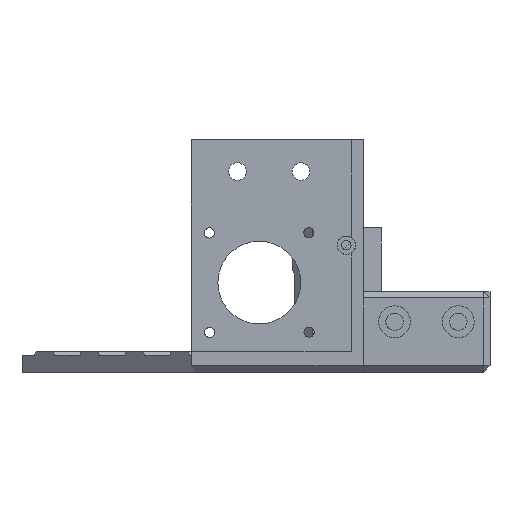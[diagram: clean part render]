
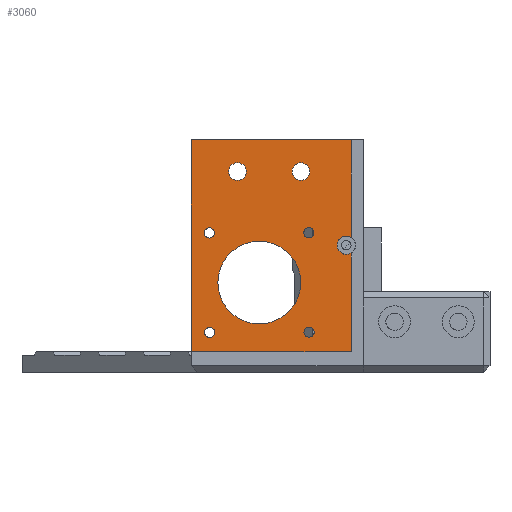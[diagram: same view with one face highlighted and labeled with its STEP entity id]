
A CAD part, front view. The second image highlights one B-rep face of the part: STEP entity #3060.
In plain terms, the highlighted planar face has unit normal (0, -1, 0).
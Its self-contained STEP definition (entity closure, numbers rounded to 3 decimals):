
#110=FACE_BOUND('',#550,.T.);
#111=FACE_BOUND('',#551,.T.);
#112=FACE_BOUND('',#552,.T.);
#113=FACE_BOUND('',#553,.T.);
#114=FACE_BOUND('',#554,.T.);
#115=FACE_BOUND('',#555,.T.);
#116=FACE_BOUND('',#556,.T.);
#150=CIRCLE('',#3183,2.9);
#151=CIRCLE('',#3184,2.9);
#194=CIRCLE('',#3263,2.75);
#196=CIRCLE('',#3266,2.75);
#199=CIRCLE('',#3322,13.);
#200=CIRCLE('',#3323,1.6);
#201=CIRCLE('',#3324,1.6);
#202=CIRCLE('',#3325,1.6);
#203=CIRCLE('',#3326,1.6);
#341=FACE_OUTER_BOUND('',#549,.T.);
#549=EDGE_LOOP('',(#2657,#2658,#2659,#2660,#2661,#2662,#2663));
#550=EDGE_LOOP('',(#2664));
#551=EDGE_LOOP('',(#2665));
#552=EDGE_LOOP('',(#2666));
#553=EDGE_LOOP('',(#2667));
#554=EDGE_LOOP('',(#2668));
#555=EDGE_LOOP('',(#2669));
#556=EDGE_LOOP('',(#2670));
#716=LINE('',#4494,#1049);
#758=LINE('',#4629,#1091);
#761=LINE('',#4634,#1094);
#887=LINE('',#4992,#1220);
#888=LINE('',#4993,#1221);
#1049=VECTOR('',#3577,10.);
#1091=VECTOR('',#3709,10.);
#1094=VECTOR('',#3714,10.);
#1220=VECTOR('',#4110,10.);
#1221=VECTOR('',#4111,10.);
#1367=VERTEX_POINT('',#4491);
#1368=VERTEX_POINT('',#4493);
#1413=VERTEX_POINT('',#4619);
#1414=VERTEX_POINT('',#4621);
#1415=VERTEX_POINT('',#4624);
#1416=VERTEX_POINT('',#4628);
#1417=VERTEX_POINT('',#4632);
#1477=VERTEX_POINT('',#4811);
#1479=VERTEX_POINT('',#4817);
#1515=VERTEX_POINT('',#4994);
#1516=VERTEX_POINT('',#4996);
#1517=VERTEX_POINT('',#4998);
#1518=VERTEX_POINT('',#5000);
#1519=VERTEX_POINT('',#5002);
#1677=EDGE_CURVE('',#1368,#1367,#716,.T.);
#1739=EDGE_CURVE('',#1414,#1413,#150,.T.);
#1742=EDGE_CURVE('',#1413,#1415,#151,.T.);
#1743=EDGE_CURVE('',#1416,#1414,#758,.T.);
#1746=EDGE_CURVE('',#1415,#1417,#761,.T.);
#1833=EDGE_CURVE('',#1477,#1477,#194,.T.);
#1836=EDGE_CURVE('',#1479,#1479,#196,.T.);
#1921=EDGE_CURVE('',#1417,#1368,#887,.T.);
#1922=EDGE_CURVE('',#1416,#1367,#888,.T.);
#1923=EDGE_CURVE('',#1515,#1515,#199,.T.);
#1924=EDGE_CURVE('',#1516,#1516,#200,.T.);
#1925=EDGE_CURVE('',#1517,#1517,#201,.T.);
#1926=EDGE_CURVE('',#1518,#1518,#202,.T.);
#1927=EDGE_CURVE('',#1519,#1519,#203,.T.);
#2657=ORIENTED_EDGE('',*,*,#1739,.T.);
#2658=ORIENTED_EDGE('',*,*,#1742,.T.);
#2659=ORIENTED_EDGE('',*,*,#1746,.T.);
#2660=ORIENTED_EDGE('',*,*,#1921,.T.);
#2661=ORIENTED_EDGE('',*,*,#1677,.T.);
#2662=ORIENTED_EDGE('',*,*,#1922,.F.);
#2663=ORIENTED_EDGE('',*,*,#1743,.T.);
#2664=ORIENTED_EDGE('',*,*,#1923,.T.);
#2665=ORIENTED_EDGE('',*,*,#1836,.T.);
#2666=ORIENTED_EDGE('',*,*,#1924,.T.);
#2667=ORIENTED_EDGE('',*,*,#1833,.T.);
#2668=ORIENTED_EDGE('',*,*,#1925,.T.);
#2669=ORIENTED_EDGE('',*,*,#1926,.T.);
#2670=ORIENTED_EDGE('',*,*,#1927,.T.);
#2908=PLANE('',#3321);
#3060=ADVANCED_FACE('',(#341,#110,#111,#112,#113,#114,#115,#116),#2908,
 .T.);
#3183=AXIS2_PLACEMENT_3D('',#4622,#3701,#3702);
#3184=AXIS2_PLACEMENT_3D('',#4626,#3705,#3706);
#3263=AXIS2_PLACEMENT_3D('',#4813,#3909,#3910);
#3266=AXIS2_PLACEMENT_3D('',#4819,#3916,#3917);
#3321=AXIS2_PLACEMENT_3D('',#4991,#4108,#4109);
#3322=AXIS2_PLACEMENT_3D('',#4995,#4112,#4113);
#3323=AXIS2_PLACEMENT_3D('',#4997,#4114,#4115);
#3324=AXIS2_PLACEMENT_3D('',#4999,#4116,#4117);
#3325=AXIS2_PLACEMENT_3D('',#5001,#4118,#4119);
#3326=AXIS2_PLACEMENT_3D('',#5003,#4120,#4121);
#3577=DIRECTION('',(0.,0.,-1.));
#3701=DIRECTION('center_axis',(0.,1.,0.));
#3702=DIRECTION('ref_axis',(1.,0.,0.));
#3705=DIRECTION('center_axis',(0.,1.,0.));
#3706=DIRECTION('ref_axis',(1.,0.,0.));
#3709=DIRECTION('',(0.,0.,1.));
#3714=DIRECTION('',(0.,0.,1.));
#3909=DIRECTION('center_axis',(0.,1.,0.));
#3910=DIRECTION('ref_axis',(1.,0.,0.));
#3916=DIRECTION('center_axis',(0.,1.,0.));
#3917=DIRECTION('ref_axis',(1.,0.,0.));
#4108=DIRECTION('center_axis',(0.,-1.,0.));
#4109=DIRECTION('ref_axis',(1.,0.,0.));
#4110=DIRECTION('',(-1.,0.,0.));
#4111=DIRECTION('',(-1.,0.,0.));
#4112=DIRECTION('center_axis',(0.,1.,0.));
#4113=DIRECTION('ref_axis',(1.,0.,0.));
#4114=DIRECTION('center_axis',(0.,1.,0.));
#4115=DIRECTION('ref_axis',(1.,0.,0.));
#4116=DIRECTION('center_axis',(0.,1.,0.));
#4117=DIRECTION('ref_axis',(1.,0.,0.));
#4118=DIRECTION('center_axis',(0.,1.,0.));
#4119=DIRECTION('ref_axis',(1.,0.,0.));
#4120=DIRECTION('center_axis',(0.,1.,0.));
#4121=DIRECTION('ref_axis',(1.,0.,0.));
#4491=CARTESIAN_POINT('',(-23.331,-32.268,6.5));
#4493=CARTESIAN_POINT('',(-23.331,-32.268,73.));
#4494=CARTESIAN_POINT('',(-23.331,-32.268,73.));
#4619=CARTESIAN_POINT('',(22.431,-32.268,39.887));
#4621=CARTESIAN_POINT('',(26.899,-32.268,37.448));
#4622=CARTESIAN_POINT('Origin',(25.331,-32.268,39.887));
#4624=CARTESIAN_POINT('',(26.899,-32.268,42.327));
#4626=CARTESIAN_POINT('Origin',(25.331,-32.268,39.887));
#4628=CARTESIAN_POINT('',(26.899,-32.268,6.5));
#4629=CARTESIAN_POINT('',(26.899,-32.268,49.375));
#4632=CARTESIAN_POINT('',(26.899,-32.268,73.));
#4634=CARTESIAN_POINT('',(26.899,-32.268,49.375));
#4811=CARTESIAN_POINT('',(8.319,-32.268,63.));
#4813=CARTESIAN_POINT('Origin',(11.069,-32.268,63.));
#4817=CARTESIAN_POINT('',(-11.581,-32.268,63.));
#4819=CARTESIAN_POINT('Origin',(-8.831,-32.268,63.));
#4991=CARTESIAN_POINT('Origin',(3.664,-32.268,39.75));
#4992=CARTESIAN_POINT('',(30.659,-32.268,73.));
#4993=CARTESIAN_POINT('',(2.724,-32.268,6.5));
#4994=CARTESIAN_POINT('',(-15.,-32.268,28.15));
#4995=CARTESIAN_POINT('Origin',(-2.,-32.268,28.15));
#4996=CARTESIAN_POINT('',(-19.25,-32.268,43.73));
#4997=CARTESIAN_POINT('Origin',(-17.65,-32.268,43.73));
#4998=CARTESIAN_POINT('',(-19.18,-32.268,12.5));
#4999=CARTESIAN_POINT('Origin',(-17.58,-32.268,12.5));
#5000=CARTESIAN_POINT('',(12.05,-32.268,12.57));
#5001=CARTESIAN_POINT('Origin',(13.65,-32.268,12.57));
#5002=CARTESIAN_POINT('',(11.98,-32.268,43.8));
#5003=CARTESIAN_POINT('Origin',(13.58,-32.268,43.8));
